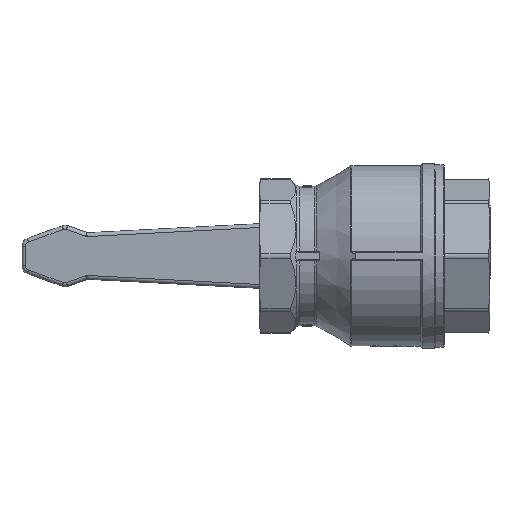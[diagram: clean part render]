
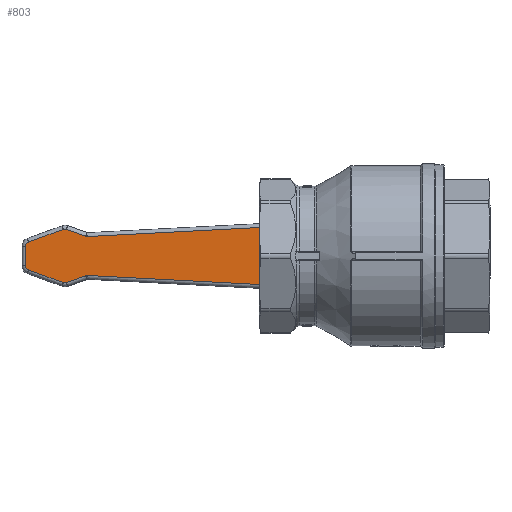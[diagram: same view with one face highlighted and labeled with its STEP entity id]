
A CAD part, front view. The second image highlights one B-rep face of the part: STEP entity #803.
In plain terms, the highlighted planar face has unit normal (-0.035, -0.999, 0).
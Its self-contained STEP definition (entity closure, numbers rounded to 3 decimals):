
#325 = VERTEX_POINT ( 'NONE', #707 ) ;
#627 = EDGE_CURVE ( 'NONE', #4485, #29703, #5901, .T. ) ;
#707 = CARTESIAN_POINT ( 'NONE',  ( -141.742, 79.996, -12.251 ) ) ;
#803 = ADVANCED_FACE ( 'NONE', ( #18226 ), #1221, .F. ) ;
#1030 = LINE ( 'NONE', #24338, #39122 ) ;
#1155 = LINE ( 'NONE', #14796, #8725 ) ;
#1221 = PLANE ( 'NONE',  #32238 ) ;
#1911 = CARTESIAN_POINT ( 'NONE',  ( -45.984, 76.652, 13.467 ) ) ;
#1917 = DIRECTION ( 'NONE',  ( -0.939, 0.033, -0.342 ) ) ;
#2557 = DIRECTION ( 'NONE',  ( 0.939, -0.033, 0.342 ) ) ;
#3211 = LINE ( 'NONE', #20258, #25585 ) ;
#3405 = CARTESIAN_POINT ( 'NONE',  ( -158.416, 80.578, -4.548 ) ) ;
#4331 = CIRCLE ( 'NONE', #10038, 2. ) ;
#4474 = CARTESIAN_POINT ( 'NONE',  ( -142.426, 80.02, 10.372 ) ) ;
#4485 = VERTEX_POINT ( 'NONE', #36595 ) ;
#4581 = DIRECTION ( 'NONE',  ( 0., 0., -1. ) ) ;
#4584 = AXIS2_PLACEMENT_3D ( 'NONE', #4474, #14779, #18150 ) ;
#5198 = EDGE_CURVE ( 'NONE', #26854, #20193, #1155, .T. ) ;
#5901 = LINE ( 'NONE', #22737, #31474 ) ;
#6139 = CARTESIAN_POINT ( 'NONE',  ( -159.1, 80.602, 6.428 ) ) ;
#6964 = DIRECTION ( 'NONE',  ( -0.819, 0.029, -0.574 ) ) ;
#6996 = ORIENTED_EDGE ( 'NONE', *, *, #20248, .F. ) ;
#7112 = DIRECTION ( 'NONE',  ( 0.035, 0.999, 0. ) ) ;
#7266 = AXIS2_PLACEMENT_3D ( 'NONE', #10302, #7112, #20591 ) ;
#8012 = EDGE_CURVE ( 'NONE', #39856, #37256, #23019, .T. ) ;
#8389 = CARTESIAN_POINT ( 'NONE',  ( -143.109, 80.044, -12.251 ) ) ;
#8725 = VECTOR ( 'NONE', #42020, 1000. ) ;
#8791 = CARTESIAN_POINT ( 'NONE',  ( -132.202, 79.663, -8.946 ) ) ;
#9660 = EDGE_CURVE ( 'NONE', #18532, #11028, #4331, .T. ) ;
#10038 = AXIS2_PLACEMENT_3D ( 'NONE', #3405, #40960, #6964 ) ;
#10302 = CARTESIAN_POINT ( 'NONE',  ( -158.416, 80.578, 4.548 ) ) ;
#10710 = CARTESIAN_POINT ( 'NONE',  ( -117.407, 79.146, 9.722 ) ) ;
#11028 = VERTEX_POINT ( 'NONE', #28691 ) ;
#11097 = VECTOR ( 'NONE', #33256, 1000. ) ;
#11260 = VERTEX_POINT ( 'NONE', #1911 ) ;
#11387 = DIRECTION ( 'NONE',  ( 0.998, -0.035, 0.052 ) ) ;
#12786 = DIRECTION ( 'NONE',  ( -0.148, 0.005, 0.989 ) ) ;
#13203 = EDGE_CURVE ( 'NONE', #38963, #39856, #20181, .T. ) ;
#13655 = CARTESIAN_POINT ( 'NONE',  ( -160.415, 80.648, 4.548 ) ) ;
#14779 = DIRECTION ( 'NONE',  ( 0.035, 0.999, 0. ) ) ;
#14796 = CARTESIAN_POINT ( 'NONE',  ( -122.418, 79.321, 5.213 ) ) ;
#15430 = AXIS2_PLACEMENT_3D ( 'NONE', #40493, #43586, #12786 ) ;
#15650 = ORIENTED_EDGE ( 'NONE', *, *, #30169, .F. ) ;
#15882 = VERTEX_POINT ( 'NONE', #44416 ) ;
#16230 = DIRECTION ( 'NONE',  ( -0.998, 0.035, 0.052 ) ) ;
#16290 = EDGE_CURVE ( 'NONE', #24199, #18532, #27154, .T. ) ;
#16475 = CARTESIAN_POINT ( 'NONE',  ( -143.109, 80.044, 12.251 ) ) ;
#17381 = ORIENTED_EDGE ( 'NONE', *, *, #16290, .F. ) ;
#18150 = DIRECTION ( 'NONE',  ( 0., 0., 1. ) ) ;
#18226 = FACE_OUTER_BOUND ( 'NONE', #18491, .T. ) ;
#18491 = EDGE_LOOP ( 'NONE', ( #25553, #15650, #35734, #27237, #6996, #20057, #33407, #42213, #28161, #17381, #24642, #24342, #40476, #41543 ) ) ;
#18532 = VERTEX_POINT ( 'NONE', #30262 ) ;
#19793 = CARTESIAN_POINT ( 'NONE',  ( -142.426, 80.02, -10.372 ) ) ;
#20057 = ORIENTED_EDGE ( 'NONE', *, *, #8012, .F. ) ;
#20181 = CIRCLE ( 'NONE', #7266, 2. ) ;
#20193 = VERTEX_POINT ( 'NONE', #24900 ) ;
#20248 = EDGE_CURVE ( 'NONE', #37256, #26854, #41190, .T. ) ;
#20258 = CARTESIAN_POINT ( 'NONE',  ( -160.415, 80.648, -6.75 ) ) ;
#20480 = DIRECTION ( 'NONE',  ( 0., 0., 1. ) ) ;
#20591 = DIRECTION ( 'NONE',  ( -0.819, 0.029, 0.574 ) ) ;
#20820 = EDGE_CURVE ( 'NONE', #11260, #4485, #1030, .T. ) ;
#22262 = CARTESIAN_POINT ( 'NONE',  ( -132.99, 79.69, -9.064 ) ) ;
#22277 = VECTOR ( 'NONE', #11387, 1000. ) ;
#22516 = EDGE_CURVE ( 'NONE', #29703, #41161, #42027, .T. ) ;
#22737 = CARTESIAN_POINT ( 'NONE',  ( -117.407, 79.146, -9.722 ) ) ;
#23019 = LINE ( 'NONE', #36762, #27254 ) ;
#23109 = EDGE_CURVE ( 'NONE', #41161, #325, #33326, .T. ) ;
#23375 = DIRECTION ( 'NONE',  ( 0., 0., -1. ) ) ;
#24199 = VERTEX_POINT ( 'NONE', #8389 ) ;
#24338 = CARTESIAN_POINT ( 'NONE',  ( -45.984, 76.652, 0. ) ) ;
#24342 = ORIENTED_EDGE ( 'NONE', *, *, #23109, .F. ) ;
#24642 = ORIENTED_EDGE ( 'NONE', *, *, #26073, .F. ) ;
#24900 = CARTESIAN_POINT ( 'NONE',  ( -132.99, 79.69, 9.064 ) ) ;
#25553 = ORIENTED_EDGE ( 'NONE', *, *, #20820, .F. ) ;
#25585 = VECTOR ( 'NONE', #20480, 1000. ) ;
#26073 = EDGE_CURVE ( 'NONE', #325, #24199, #35970, .T. ) ;
#26854 = VERTEX_POINT ( 'NONE', #30632 ) ;
#27043 = DIRECTION ( 'NONE',  ( -0.035, -0.999, 0. ) ) ;
#27154 = LINE ( 'NONE', #40906, #11097 ) ;
#27237 = ORIENTED_EDGE ( 'NONE', *, *, #5198, .F. ) ;
#27254 = VECTOR ( 'NONE', #2557, 1000. ) ;
#27582 = EDGE_CURVE ( 'NONE', #11028, #38963, #3211, .T. ) ;
#27690 = VECTOR ( 'NONE', #1917, 1000. ) ;
#28161 = ORIENTED_EDGE ( 'NONE', *, *, #9660, .F. ) ;
#28468 = LINE ( 'NONE', #10710, #22277 ) ;
#28691 = CARTESIAN_POINT ( 'NONE',  ( -160.415, 80.648, -4.548 ) ) ;
#29125 = CARTESIAN_POINT ( 'NONE',  ( -122.418, 79.321, -5.213 ) ) ;
#29147 = CARTESIAN_POINT ( 'NONE',  ( -132.307, 79.666, 10.943 ) ) ;
#29703 = VERTEX_POINT ( 'NONE', #8791 ) ;
#30169 = EDGE_CURVE ( 'NONE', #15882, #11260, #28468, .T. ) ;
#30262 = CARTESIAN_POINT ( 'NONE',  ( -159.1, 80.602, -6.428 ) ) ;
#30632 = CARTESIAN_POINT ( 'NONE',  ( -141.742, 79.996, 12.251 ) ) ;
#31474 = VECTOR ( 'NONE', #16230, 1000. ) ;
#32238 = AXIS2_PLACEMENT_3D ( 'NONE', #36665, #39839, #23375 ) ;
#32346 = AXIS2_PLACEMENT_3D ( 'NONE', #19793, #33726, #40087 ) ;
#33256 = DIRECTION ( 'NONE',  ( -0.939, 0.033, 0.342 ) ) ;
#33326 = LINE ( 'NONE', #29125, #27690 ) ;
#33407 = ORIENTED_EDGE ( 'NONE', *, *, #13203, .F. ) ;
#33726 = DIRECTION ( 'NONE',  ( 0.035, 0.999, 0. ) ) ;
#33792 = DIRECTION ( 'NONE',  ( -0.148, 0.005, -0.989 ) ) ;
#35734 = ORIENTED_EDGE ( 'NONE', *, *, #43087, .F. ) ;
#35970 = CIRCLE ( 'NONE', #32346, 2. ) ;
#36595 = CARTESIAN_POINT ( 'NONE',  ( -45.984, 76.652, -13.467 ) ) ;
#36665 = CARTESIAN_POINT ( 'NONE',  ( -101.655, 78.596, 0. ) ) ;
#36762 = CARTESIAN_POINT ( 'NONE',  ( -135.427, 79.775, 15.049 ) ) ;
#37256 = VERTEX_POINT ( 'NONE', #16475 ) ;
#38963 = VERTEX_POINT ( 'NONE', #13655 ) ;
#39122 = VECTOR ( 'NONE', #4581, 1000. ) ;
#39839 = DIRECTION ( 'NONE',  ( 0.035, 0.999, 0. ) ) ;
#39856 = VERTEX_POINT ( 'NONE', #6139 ) ;
#39894 = AXIS2_PLACEMENT_3D ( 'NONE', #29147, #27043, #33792 ) ;
#40087 = DIRECTION ( 'NONE',  ( 0., 0., -1. ) ) ;
#40476 = ORIENTED_EDGE ( 'NONE', *, *, #22516, .F. ) ;
#40493 = CARTESIAN_POINT ( 'NONE',  ( -132.307, 79.666, -10.943 ) ) ;
#40906 = CARTESIAN_POINT ( 'NONE',  ( -135.427, 79.775, -15.049 ) ) ;
#40960 = DIRECTION ( 'NONE',  ( 0.035, 0.999, 0. ) ) ;
#41161 = VERTEX_POINT ( 'NONE', #22262 ) ;
#41190 = CIRCLE ( 'NONE', #4584, 2. ) ;
#41543 = ORIENTED_EDGE ( 'NONE', *, *, #627, .F. ) ;
#42020 = DIRECTION ( 'NONE',  ( 0.939, -0.033, -0.342 ) ) ;
#42027 = CIRCLE ( 'NONE', #15430, 2. ) ;
#42213 = ORIENTED_EDGE ( 'NONE', *, *, #27582, .F. ) ;
#43087 = EDGE_CURVE ( 'NONE', #20193, #15882, #43426, .T. ) ;
#43426 = CIRCLE ( 'NONE', #39894, 2. ) ;
#43586 = DIRECTION ( 'NONE',  ( -0.035, -0.999, 0. ) ) ;
#44416 = CARTESIAN_POINT ( 'NONE',  ( -132.202, 79.663, 8.946 ) ) ;
